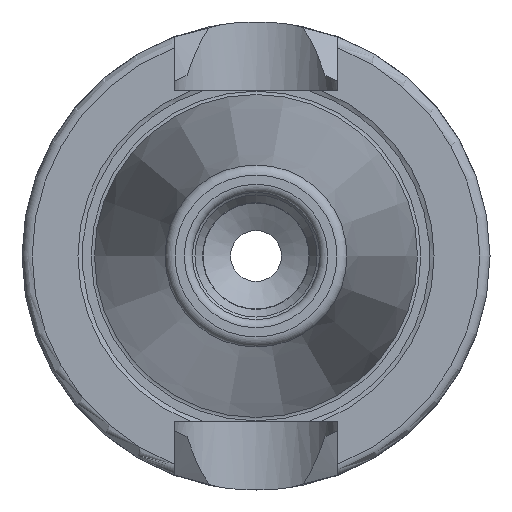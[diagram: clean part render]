
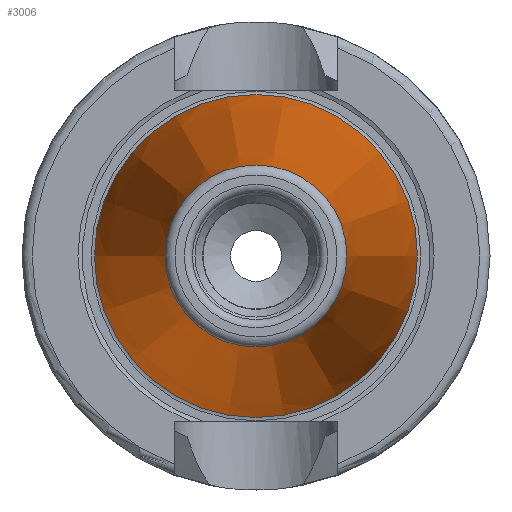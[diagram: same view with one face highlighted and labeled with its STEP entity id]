
A CAD part, left-side view. The second image highlights one B-rep face of the part: STEP entity #3006.
In plain terms, the highlighted conical face has half-angle 8.297 degrees and reference radius 12.408 mm.
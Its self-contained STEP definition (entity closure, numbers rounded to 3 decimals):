
#2972=CARTESIAN_POINT('',(-47.544,8.941,0.0));
#2973=VERTEX_POINT('',#2972);
#2974=CARTESIAN_POINT('',(-47.544,0.0,0.0));
#2975=DIRECTION('',(1.0,0.0,0.0));
#2976=DIRECTION('',(0.0,1.0,0.0));
#2977=AXIS2_PLACEMENT_3D('',#2974,#2975,#2976);
#2978=CIRCLE('',#2977,8.941);
#2979=EDGE_CURVE('',#2973,#2973,#2978,.T.);
#2987=CARTESIAN_POINT('',(-23.772,0.0,0.0));
#2988=DIRECTION('',(1.0,0.0,0.0));
#2989=DIRECTION('',(0.0,1.0,0.0));
#2990=AXIS2_PLACEMENT_3D('',#2987,#2988,#2989);
#2991=CONICAL_SURFACE('',#2990,12.408,8.297);
#2992=CARTESIAN_POINT('',(0.0,15.875,0.0));
#2993=VERTEX_POINT('',#2992);
#2994=CARTESIAN_POINT('',(0.0,0.0,0.0));
#2995=DIRECTION('',(1.0,0.0,0.0));
#2996=DIRECTION('',(0.0,1.0,0.0));
#2997=AXIS2_PLACEMENT_3D('',#2994,#2995,#2996);
#2998=CIRCLE('',#2997,15.875);
#2999=EDGE_CURVE('',#2993,#2993,#2998,.T.);
#3000=ORIENTED_EDGE('',*,*,#2999,.F.);
#3001=EDGE_LOOP('',(#3000));
#3002=FACE_OUTER_BOUND('',#3001,.T.);
#3003=ORIENTED_EDGE('',*,*,#2979,.T.);
#3004=EDGE_LOOP('',(#3003));
#3005=FACE_BOUND('',#3004,.T.);
#3006=ADVANCED_FACE('',(#3002,#3005),#2991,.T.);
